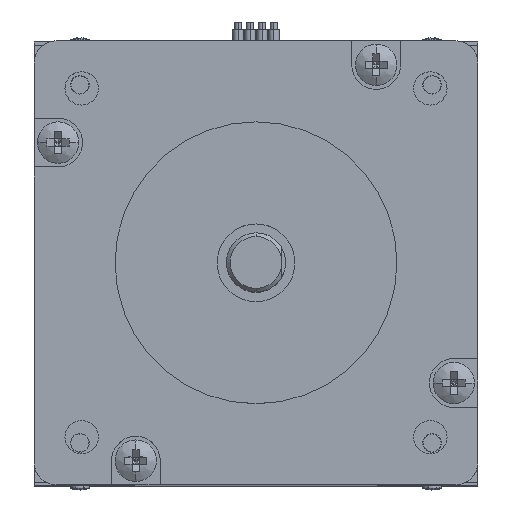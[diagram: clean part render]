
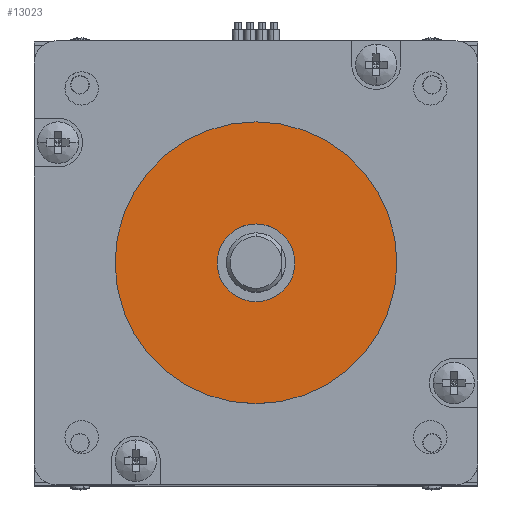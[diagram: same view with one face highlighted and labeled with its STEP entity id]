
A CAD part, top view. The second image highlights one B-rep face of the part: STEP entity #13023.
In plain terms, the highlighted face is planar.
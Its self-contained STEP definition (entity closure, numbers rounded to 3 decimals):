
#1160 = EDGE_CURVE ( 'NONE', #14866, #6215, #22005, .T. ) ;
#2156 = DIRECTION ( 'NONE',  ( -1., 0., 0. ) ) ;
#3690 = CARTESIAN_POINT ( 'NONE',  ( 19.832, 19.812, -24.6 ) ) ;
#4085 = CARTESIAN_POINT ( 'NONE',  ( 0., 0., -24.6 ) ) ;
#5713 = DIRECTION ( 'NONE',  ( -1., 0., 0. ) ) ;
#6013 = DIRECTION ( 'NONE',  ( 0., 0., -1. ) ) ;
#6215 = VERTEX_POINT ( 'NONE', #21055 ) ;
#6482 = CIRCLE ( 'NONE', #26263, 19.05 ) ;
#7368 = EDGE_LOOP ( 'NONE', ( #21629, #7612 ) ) ;
#7490 = VERTEX_POINT ( 'NONE', #11663 ) ;
#7612 = ORIENTED_EDGE ( 'NONE', *, *, #9161, .T. ) ;
#8716 = AXIS2_PLACEMENT_3D ( 'NONE', #18383, #26906, #18655 ) ;
#9083 = EDGE_LOOP ( 'NONE', ( #10687, #24448 ) ) ;
#9161 = EDGE_CURVE ( 'NONE', #6215, #14866, #6482, .T. ) ;
#9275 = DIRECTION ( 'NONE',  ( 0., 0., 1. ) ) ;
#10138 = CARTESIAN_POINT ( 'NONE',  ( 0., 0., -24.6 ) ) ;
#10687 = ORIENTED_EDGE ( 'NONE', *, *, #14548, .T. ) ;
#11663 = CARTESIAN_POINT ( 'NONE',  ( -5.25, 0., -24.6 ) ) ;
#11989 = FACE_BOUND ( 'NONE', #9083, .T. ) ;
#12399 = DIRECTION ( 'NONE',  ( 0., -1., 0. ) ) ;
#13023 = ADVANCED_FACE ( 'NONE', ( #11989, #20385 ), #24772, .T. ) ;
#13794 = CIRCLE ( 'NONE', #24765, 5.25 ) ;
#14548 = EDGE_CURVE ( 'NONE', #7490, #22190, #24970, .T. ) ;
#14866 = VERTEX_POINT ( 'NONE', #17534 ) ;
#16346 = AXIS2_PLACEMENT_3D ( 'NONE', #3690, #26972, #12399 ) ;
#16522 = CARTESIAN_POINT ( 'NONE',  ( 5.25, 0., -24.6 ) ) ;
#17534 = CARTESIAN_POINT ( 'NONE',  ( -19.05, 0., -24.6 ) ) ;
#18059 = AXIS2_PLACEMENT_3D ( 'NONE', #4085, #6013, #2156 ) ;
#18205 = CARTESIAN_POINT ( 'NONE',  ( 0., 0., -24.6 ) ) ;
#18383 = CARTESIAN_POINT ( 'NONE',  ( 0., 0., -24.6 ) ) ;
#18655 = DIRECTION ( 'NONE',  ( -1., 0., 0. ) ) ;
#20385 = FACE_OUTER_BOUND ( 'NONE', #7368, .T. ) ;
#21055 = CARTESIAN_POINT ( 'NONE',  ( 19.05, 0., -24.6 ) ) ;
#21629 = ORIENTED_EDGE ( 'NONE', *, *, #1160, .T. ) ;
#22005 = CIRCLE ( 'NONE', #18059, 19.05 ) ;
#22190 = VERTEX_POINT ( 'NONE', #16522 ) ;
#24448 = ORIENTED_EDGE ( 'NONE', *, *, #27057, .T. ) ;
#24765 = AXIS2_PLACEMENT_3D ( 'NONE', #18205, #9275, #26048 ) ;
#24772 = PLANE ( 'NONE',  #16346 ) ;
#24970 = CIRCLE ( 'NONE', #8716, 5.25 ) ;
#26048 = DIRECTION ( 'NONE',  ( -1., 0., 0. ) ) ;
#26263 = AXIS2_PLACEMENT_3D ( 'NONE', #10138, #26517, #5713 ) ;
#26517 = DIRECTION ( 'NONE',  ( 0., 0., -1. ) ) ;
#26906 = DIRECTION ( 'NONE',  ( 0., 0., 1. ) ) ;
#26972 = DIRECTION ( 'NONE',  ( 0., 0., -1. ) ) ;
#27057 = EDGE_CURVE ( 'NONE', #22190, #7490, #13794, .T. ) ;
